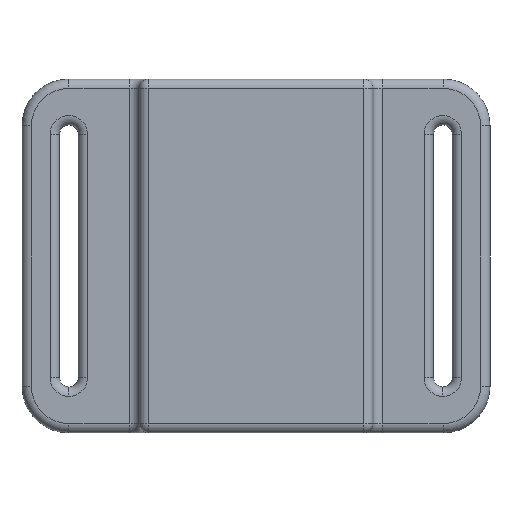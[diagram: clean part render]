
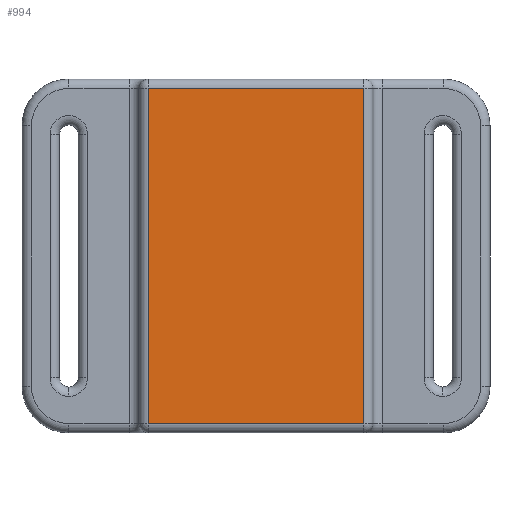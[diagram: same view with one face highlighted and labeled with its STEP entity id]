
A CAD part, front view. The second image highlights one B-rep face of the part: STEP entity #994.
In plain terms, the highlighted planar face has unit normal (0, -1, 0).
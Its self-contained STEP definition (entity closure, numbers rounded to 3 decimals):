
#213 = VERTEX_POINT ( 'NONE', #1304 ) ;
#458 = FACE_OUTER_BOUND ( 'NONE', #1036, .T. ) ;
#532 = CARTESIAN_POINT ( 'NONE',  ( -12.5, -5., 17.9 ) ) ;
#543 = VERTEX_POINT ( 'NONE', #707 ) ;
#707 = CARTESIAN_POINT ( 'NONE',  ( 11.5, -5., 17.9 ) ) ;
#750 = VECTOR ( 'NONE', #3430, 1000. ) ;
#883 = EDGE_CURVE ( 'NONE', #213, #543, #4811, .T. ) ;
#994 = ADVANCED_FACE ( 'NONE', ( #458 ), #1400, .T. ) ;
#1036 = EDGE_LOOP ( 'NONE', ( #4017, #1180, #1175, #5289 ) ) ;
#1175 = ORIENTED_EDGE ( 'NONE', *, *, #883, .T. ) ;
#1180 = ORIENTED_EDGE ( 'NONE', *, *, #1738, .T. ) ;
#1304 = CARTESIAN_POINT ( 'NONE',  ( 11.5, -5., -17.9 ) ) ;
#1400 = PLANE ( 'NONE',  #3310 ) ;
#1416 = DIRECTION ( 'NONE',  ( 0., -1., 0. ) ) ;
#1618 = DIRECTION ( 'NONE',  ( 1., 0., 0. ) ) ;
#1738 = EDGE_CURVE ( 'NONE', #4799, #213, #4999, .T. ) ;
#2089 = CARTESIAN_POINT ( 'NONE',  ( 12.5, -5., -17.9 ) ) ;
#2265 = CARTESIAN_POINT ( 'NONE',  ( -11.5, -5., 17.9 ) ) ;
#2348 = LINE ( 'NONE', #3825, #750 ) ;
#2359 = CARTESIAN_POINT ( 'NONE',  ( -11.5, -5., -17.9 ) ) ;
#2483 = VERTEX_POINT ( 'NONE', #2265 ) ;
#2654 = CARTESIAN_POINT ( 'NONE',  ( 0., -5., 0. ) ) ;
#3000 = CARTESIAN_POINT ( 'NONE',  ( 11.5, -5., 18.9 ) ) ;
#3195 = LINE ( 'NONE', #532, #4606 ) ;
#3310 = AXIS2_PLACEMENT_3D ( 'NONE', #2654, #1416, #4297 ) ;
#3392 = EDGE_CURVE ( 'NONE', #543, #2483, #3195, .T. ) ;
#3404 = DIRECTION ( 'NONE',  ( -1., 0., 0. ) ) ;
#3430 = DIRECTION ( 'NONE',  ( 0., 0., -1. ) ) ;
#3825 = CARTESIAN_POINT ( 'NONE',  ( -11.5, -5., -18.9 ) ) ;
#3826 = DIRECTION ( 'NONE',  ( 0., 0., 1. ) ) ;
#4009 = EDGE_CURVE ( 'NONE', #2483, #4799, #2348, .T. ) ;
#4017 = ORIENTED_EDGE ( 'NONE', *, *, #4009, .T. ) ;
#4297 = DIRECTION ( 'NONE',  ( 0., 0., -1. ) ) ;
#4606 = VECTOR ( 'NONE', #3404, 1000. ) ;
#4610 = VECTOR ( 'NONE', #1618, 1000. ) ;
#4799 = VERTEX_POINT ( 'NONE', #2359 ) ;
#4811 = LINE ( 'NONE', #3000, #5204 ) ;
#4999 = LINE ( 'NONE', #2089, #4610 ) ;
#5204 = VECTOR ( 'NONE', #3826, 1000. ) ;
#5289 = ORIENTED_EDGE ( 'NONE', *, *, #3392, .T. ) ;
